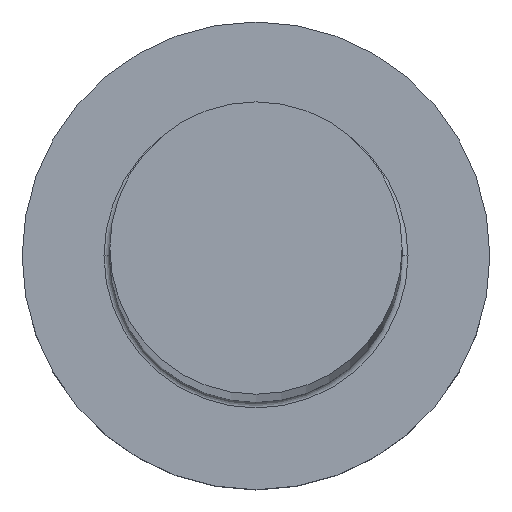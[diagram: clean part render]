
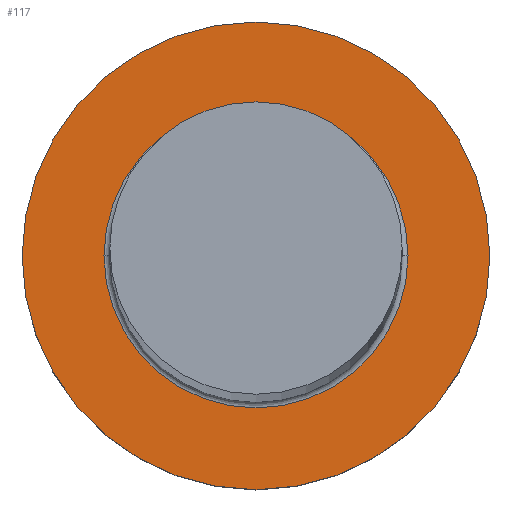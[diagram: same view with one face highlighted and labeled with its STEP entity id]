
A CAD part, top view. The second image highlights one B-rep face of the part: STEP entity #117.
In plain terms, the highlighted planar face has unit normal (0, 0, 1).
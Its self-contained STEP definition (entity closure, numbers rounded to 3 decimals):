
#1 = CARTESIAN_POINT ( 'NONE',  ( 0., 0., 5. ) ) ;
#4 = DIRECTION ( 'NONE',  ( 0., 0., 1. ) ) ;
#7 = DIRECTION ( 'NONE',  ( 1., 0., 0. ) ) ;
#10 = EDGE_CURVE ( 'NONE', #111, #209, #102, .T. ) ;
#16 = CIRCLE ( 'NONE', #20, 5.2 ) ;
#20 = AXIS2_PLACEMENT_3D ( 'NONE', #195, #192, #263 ) ;
#23 = CARTESIAN_POINT ( 'NONE',  ( 5.2, 0., 5. ) ) ;
#31 = CIRCLE ( 'NONE', #121, 8. ) ;
#33 = EDGE_CURVE ( 'NONE', #299, #157, #183, .T. ) ;
#45 = EDGE_LOOP ( 'NONE', ( #91, #303 ) ) ;
#47 = EDGE_LOOP ( 'NONE', ( #255, #66 ) ) ;
#55 = DIRECTION ( 'NONE',  ( 1., 0., 0. ) ) ;
#62 = DIRECTION ( 'NONE',  ( 1., 0., 0. ) ) ;
#66 = ORIENTED_EDGE ( 'NONE', *, *, #10, .T. ) ;
#81 = CARTESIAN_POINT ( 'NONE',  ( -5.2, 0., 5. ) ) ;
#91 = ORIENTED_EDGE ( 'NONE', *, *, #107, .T. ) ;
#93 = DIRECTION ( 'NONE',  ( 1., 0., 0. ) ) ;
#102 = CIRCLE ( 'NONE', #146, 8. ) ;
#107 = EDGE_CURVE ( 'NONE', #157, #299, #16, .T. ) ;
#111 = VERTEX_POINT ( 'NONE', #148 ) ;
#117 = ADVANCED_FACE ( 'NONE', ( #193, #284 ), #289, .T. ) ;
#121 = AXIS2_PLACEMENT_3D ( 'NONE', #293, #4, #7 ) ;
#143 = AXIS2_PLACEMENT_3D ( 'NONE', #286, #173, #55 ) ;
#146 = AXIS2_PLACEMENT_3D ( 'NONE', #189, #276, #62 ) ;
#148 = CARTESIAN_POINT ( 'NONE',  ( 8., 0., 5. ) ) ;
#157 = VERTEX_POINT ( 'NONE', #23 ) ;
#168 = AXIS2_PLACEMENT_3D ( 'NONE', #1, #171, #93 ) ;
#171 = DIRECTION ( 'NONE',  ( 0., 0., -1. ) ) ;
#173 = DIRECTION ( 'NONE',  ( 0., 0., 1. ) ) ;
#183 = CIRCLE ( 'NONE', #168, 5.2 ) ;
#189 = CARTESIAN_POINT ( 'NONE',  ( 0., 0., 5. ) ) ;
#192 = DIRECTION ( 'NONE',  ( 0., 0., -1. ) ) ;
#193 = FACE_BOUND ( 'NONE', #45, .T. ) ;
#195 = CARTESIAN_POINT ( 'NONE',  ( 0., 0., 5. ) ) ;
#209 = VERTEX_POINT ( 'NONE', #259 ) ;
#251 = EDGE_CURVE ( 'NONE', #209, #111, #31, .T. ) ;
#255 = ORIENTED_EDGE ( 'NONE', *, *, #251, .T. ) ;
#259 = CARTESIAN_POINT ( 'NONE',  ( -8., 0., 5. ) ) ;
#263 = DIRECTION ( 'NONE',  ( 1., 0., 0. ) ) ;
#276 = DIRECTION ( 'NONE',  ( 0., 0., 1. ) ) ;
#284 = FACE_OUTER_BOUND ( 'NONE', #47, .T. ) ;
#286 = CARTESIAN_POINT ( 'NONE',  ( 0., 0., 5. ) ) ;
#289 = PLANE ( 'NONE',  #143 ) ;
#293 = CARTESIAN_POINT ( 'NONE',  ( 0., 0., 5. ) ) ;
#299 = VERTEX_POINT ( 'NONE', #81 ) ;
#303 = ORIENTED_EDGE ( 'NONE', *, *, #33, .T. ) ;
